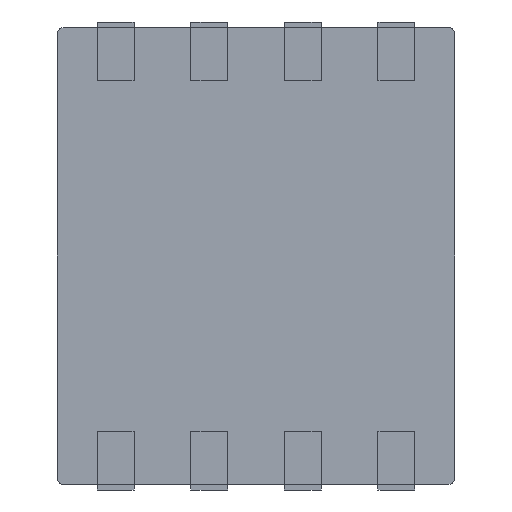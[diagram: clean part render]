
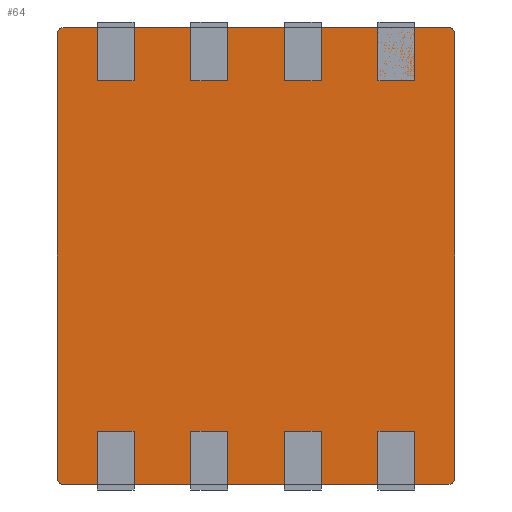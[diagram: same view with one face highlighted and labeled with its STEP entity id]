
A CAD part, front view. The second image highlights one B-rep face of the part: STEP entity #64.
In plain terms, the highlighted face is planar.
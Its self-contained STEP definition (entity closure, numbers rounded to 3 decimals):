
#8 = CARTESIAN_POINT ( 'NONE',  ( -4.605, 5.777, -0.25 ) ) ;
#12 = CARTESIAN_POINT ( 'NONE',  ( -4.507, 5.875, -0.25 ) ) ;
#14 = AXIS2_PLACEMENT_3D ( 'NONE', #57, #690, #383 ) ;
#24 = VECTOR ( 'NONE', #568, 1000. ) ;
#32 = CARTESIAN_POINT ( 'NONE',  ( 0.795, 5.777, -0.25 ) ) ;
#53 = DIRECTION ( 'NONE',  ( 0., 1., 0. ) ) ;
#57 = CARTESIAN_POINT ( 'NONE',  ( 0., 0., -0.25 ) ) ;
#60 =( BOUNDED_CURVE ( )  B_SPLINE_CURVE ( 3, ( #539, #473, #664, #347 ),
 .UNSPECIFIED., .F., .T. ) 
 B_SPLINE_CURVE_WITH_KNOTS ( ( 4, 4 ),
 ( 2.371, 3.912 ),
 .UNSPECIFIED. ) 
 CURVE ( )  GEOMETRIC_REPRESENTATION_ITEM ( )  RATIONAL_B_SPLINE_CURVE ( ( 1., 0.812, 0.812, 1. ) ) 
 REPRESENTATION_ITEM ( '' )  );
#63 = CARTESIAN_POINT ( 'NONE',  ( 0.795, -0.227, -0.25 ) ) ;
#64 = ADVANCED_FACE ( 'NONE', ( #255 ), #502, .F. ) ;
#83 = EDGE_CURVE ( 'NONE', #486, #104, #182, .T. ) ;
#104 = VERTEX_POINT ( 'NONE', #298 ) ;
#111 = LINE ( 'NONE', #434, #382 ) ;
#122 = ORIENTED_EDGE ( 'NONE', *, *, #185, .F. ) ;
#126 = DIRECTION ( 'NONE',  ( 0., 1., 0. ) ) ;
#127 = CARTESIAN_POINT ( 'NONE',  ( -4.605, -0.325, -0.25 ) ) ;
#142 = ORIENTED_EDGE ( 'NONE', *, *, #330, .T. ) ;
#144 = CARTESIAN_POINT ( 'NONE',  ( -4.605, 5.835, -0.25 ) ) ;
#166 = ORIENTED_EDGE ( 'NONE', *, *, #219, .T. ) ;
#177 = LINE ( 'NONE', #535, #694 ) ;
#182 = LINE ( 'NONE', #315, #388 ) ;
#185 = EDGE_CURVE ( 'NONE', #688, #379, #266, .T. ) ;
#213 = CARTESIAN_POINT ( 'NONE',  ( -4.605, -0.227, -0.25 ) ) ;
#219 = EDGE_CURVE ( 'NONE', #688, #486, #704, .T. ) ;
#255 = FACE_OUTER_BOUND ( 'NONE', #420, .T. ) ;
#257 = CARTESIAN_POINT ( 'NONE',  ( -4.565, 5.875, -0.25 ) ) ;
#263 = VERTEX_POINT ( 'NONE', #475 ) ;
#266 = LINE ( 'NONE', #127, #24 ) ;
#286 = ORIENTED_EDGE ( 'NONE', *, *, #492, .T. ) ;
#290 = CARTESIAN_POINT ( 'NONE',  ( 0.697, -0.325, -0.25 ) ) ;
#298 = CARTESIAN_POINT ( 'NONE',  ( -4.605, 5.777, -0.25 ) ) ;
#306 = ORIENTED_EDGE ( 'NONE', *, *, #83, .T. ) ;
#311 = ORIENTED_EDGE ( 'NONE', *, *, #795, .F. ) ;
#315 = CARTESIAN_POINT ( 'NONE',  ( -4.605, -0.325, -0.25 ) ) ;
#319 = CARTESIAN_POINT ( 'NONE',  ( -4.507, 5.875, -0.25 ) ) ;
#330 = EDGE_CURVE ( 'NONE', #479, #263, #177, .T. ) ;
#337 = CARTESIAN_POINT ( 'NONE',  ( -4.507, -0.325, -0.25 ) ) ;
#347 = CARTESIAN_POINT ( 'NONE',  ( 0.697, -0.325, -0.25 ) ) ;
#358 = DIRECTION ( 'NONE',  ( 1., 0., 0. ) ) ;
#379 = VERTEX_POINT ( 'NONE', #290 ) ;
#382 = VECTOR ( 'NONE', #53, 1000. ) ;
#383 = DIRECTION ( 'NONE',  ( 1., 0., 0. ) ) ;
#388 = VECTOR ( 'NONE', #126, 1000. ) ;
#412 = CARTESIAN_POINT ( 'NONE',  ( -4.507, -0.325, -0.25 ) ) ;
#420 = EDGE_LOOP ( 'NONE', ( #306, #286, #142, #729, #311, #804, #122, #166 ) ) ;
#427 = VERTEX_POINT ( 'NONE', #716 ) ;
#434 = CARTESIAN_POINT ( 'NONE',  ( 0.795, -0.325, -0.25 ) ) ;
#469 = CARTESIAN_POINT ( 'NONE',  ( 0.795, 5.835, -0.25 ) ) ;
#473 = CARTESIAN_POINT ( 'NONE',  ( 0.795, -0.285, -0.25 ) ) ;
#475 = CARTESIAN_POINT ( 'NONE',  ( 0.697, 5.875, -0.25 ) ) ;
#477 = VERTEX_POINT ( 'NONE', #63 ) ;
#479 = VERTEX_POINT ( 'NONE', #319 ) ;
#486 = VERTEX_POINT ( 'NONE', #689 ) ;
#492 = EDGE_CURVE ( 'NONE', #104, #479, #585, .T. ) ;
#502 = PLANE ( 'NONE',  #14 ) ;
#529 = CARTESIAN_POINT ( 'NONE',  ( -4.565, -0.325, -0.25 ) ) ;
#535 = CARTESIAN_POINT ( 'NONE',  ( -4.605, 5.875, -0.25 ) ) ;
#539 = CARTESIAN_POINT ( 'NONE',  ( 0.795, -0.227, -0.25 ) ) ;
#568 = DIRECTION ( 'NONE',  ( 1., 0., 0. ) ) ;
#585 =( BOUNDED_CURVE ( )  B_SPLINE_CURVE ( 3, ( #8, #144, #257, #12 ),
 .UNSPECIFIED., .F., .T. ) 
 B_SPLINE_CURVE_WITH_KNOTS ( ( 4, 4 ),
 ( 5.513, 7.054 ),
 .UNSPECIFIED. ) 
 CURVE ( )  GEOMETRIC_REPRESENTATION_ITEM ( )  RATIONAL_B_SPLINE_CURVE ( ( 1., 0.812, 0.812, 1. ) ) 
 REPRESENTATION_ITEM ( '' )  );
#623 = EDGE_CURVE ( 'NONE', #263, #427, #792, .T. ) ;
#651 = CARTESIAN_POINT ( 'NONE',  ( 0.755, 5.875, -0.25 ) ) ;
#664 = CARTESIAN_POINT ( 'NONE',  ( 0.755, -0.325, -0.25 ) ) ;
#688 = VERTEX_POINT ( 'NONE', #412 ) ;
#689 = CARTESIAN_POINT ( 'NONE',  ( -4.605, -0.227, -0.25 ) ) ;
#690 = DIRECTION ( 'NONE',  ( 0., 0., 1. ) ) ;
#694 = VECTOR ( 'NONE', #358, 1000. ) ;
#704 =( BOUNDED_CURVE ( )  B_SPLINE_CURVE ( 3, ( #337, #529, #788, #213 ),
 .UNSPECIFIED., .F., .T. ) 
 B_SPLINE_CURVE_WITH_KNOTS ( ( 4, 4 ),
 ( 5.513, 7.054 ),
 .UNSPECIFIED. ) 
 CURVE ( )  GEOMETRIC_REPRESENTATION_ITEM ( )  RATIONAL_B_SPLINE_CURVE ( ( 1., 0.812, 0.812, 1. ) ) 
 REPRESENTATION_ITEM ( '' )  );
#708 = EDGE_CURVE ( 'NONE', #477, #379, #60, .T. ) ;
#716 = CARTESIAN_POINT ( 'NONE',  ( 0.795, 5.777, -0.25 ) ) ;
#719 = CARTESIAN_POINT ( 'NONE',  ( 0.697, 5.875, -0.25 ) ) ;
#729 = ORIENTED_EDGE ( 'NONE', *, *, #623, .T. ) ;
#788 = CARTESIAN_POINT ( 'NONE',  ( -4.605, -0.285, -0.25 ) ) ;
#792 =( BOUNDED_CURVE ( )  B_SPLINE_CURVE ( 3, ( #719, #651, #469, #32 ),
 .UNSPECIFIED., .F., .T. ) 
 B_SPLINE_CURVE_WITH_KNOTS ( ( 4, 4 ),
 ( 2.371, 3.912 ),
 .UNSPECIFIED. ) 
 CURVE ( )  GEOMETRIC_REPRESENTATION_ITEM ( )  RATIONAL_B_SPLINE_CURVE ( ( 1., 0.812, 0.812, 1. ) ) 
 REPRESENTATION_ITEM ( '' )  );
#795 = EDGE_CURVE ( 'NONE', #477, #427, #111, .T. ) ;
#804 = ORIENTED_EDGE ( 'NONE', *, *, #708, .T. ) ;
